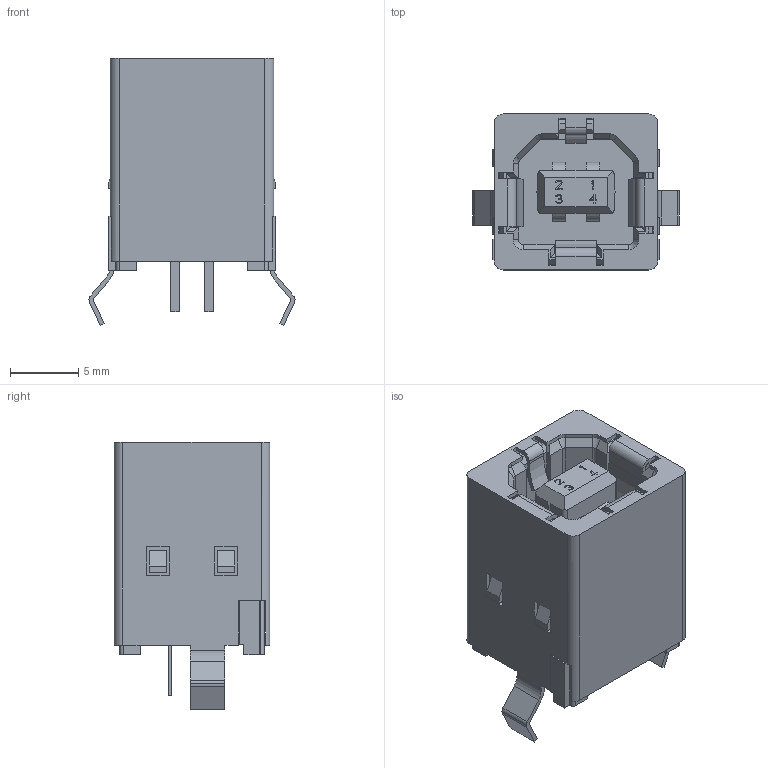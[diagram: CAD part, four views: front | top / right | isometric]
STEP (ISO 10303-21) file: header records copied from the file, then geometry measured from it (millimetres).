
FILE_DESCRIPTION(('STEP AP203'),'1');
FILE_NAME('12039.stp','2016-06-15T07:07:22',('TraceParts'),('TraceParts S.A.'),'Spatial InterOp 3D',' ',' ');
FILE_SCHEMA(('CONFIG_CONTROL_DESIGN'));
Length unit declared in the file: millimetre
Products named in the file (1): 1
Bounding box: 15.15 x 11.46 x 19.64 mm (x, y, z)
Volume: 1289.1 mm3; surface area: 3200.1 mm2
Topology: 1 solids, 1 shells, 456 faces, 1308 edges, 848 vertices
Faces by surface type: plane 378, cylinder 72, cone 6
Entity records: 14790 total; most frequent: CARTESIAN_POINT 2693, ORIENTED_EDGE 2616, DIRECTION 2336, EDGE_CURVE 1308, LINE 1154, VECTOR 1154, VERTEX_POINT 848, AXIS2_PLACEMENT_3D 591
